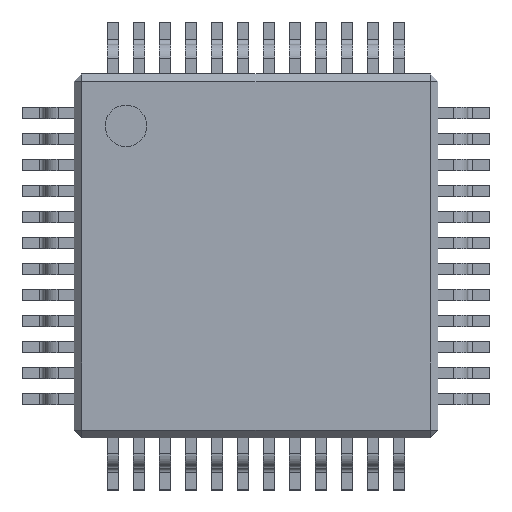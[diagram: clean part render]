
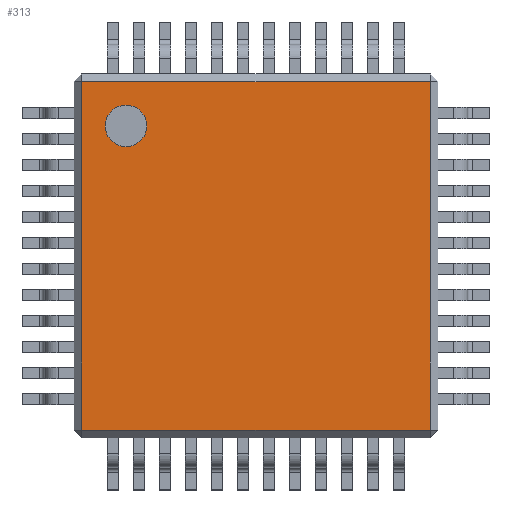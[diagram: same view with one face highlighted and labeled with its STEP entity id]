
A CAD part, top view. The second image highlights one B-rep face of the part: STEP entity #313.
In plain terms, the highlighted planar face has unit normal (0, 0, 1).
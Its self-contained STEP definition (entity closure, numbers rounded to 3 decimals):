
#13=DIRECTION('',(0.,0.,1.));
#14=DIRECTION('',(1.,0.,0.));
#112=VECTOR('',#113,1.);
#113=DIRECTION('',(0.,1.,0.));
#185=VERTEX_POINT('',#186);
#186=CARTESIAN_POINT('',(-3.35,-3.35,1.4));
#194=VERTEX_POINT('',#195);
#195=CARTESIAN_POINT('',(-3.35,3.35,1.4));
#200=ORIENTED_EDGE('',*,*,#201,.F.);
#201=EDGE_CURVE('',#185,#194,#202,.T.);
#202=LINE('',#203,#112);
#203=CARTESIAN_POINT('',(-3.35,-3.5,1.4));
#270=VECTOR('',#14,1.);
#313=ADVANCED_FACE('',(#314,#332),#341,.T.);
#314=FACE_BOUND('',#315,.T.);
#315=EDGE_LOOP('',(#200,#316,#322,#328));
#316=ORIENTED_EDGE('',*,*,#317,.T.);
#317=EDGE_CURVE('',#185,#318,#320,.T.);
#318=VERTEX_POINT('',#319);
#319=CARTESIAN_POINT('',(3.35,-3.35,1.4));
#320=LINE('',#321,#270);
#321=CARTESIAN_POINT('',(-3.5,-3.35,1.4));
#322=ORIENTED_EDGE('',*,*,#323,.T.);
#323=EDGE_CURVE('',#318,#324,#326,.T.);
#324=VERTEX_POINT('',#325);
#325=CARTESIAN_POINT('',(3.35,3.35,1.4));
#326=LINE('',#327,#112);
#327=CARTESIAN_POINT('',(3.35,-3.5,1.4));
#328=ORIENTED_EDGE('',*,*,#329,.F.);
#329=EDGE_CURVE('',#194,#324,#330,.T.);
#330=LINE('',#331,#270);
#331=CARTESIAN_POINT('',(-3.5,3.35,1.4));
#332=FACE_BOUND('',#333,.T.);
#333=EDGE_LOOP('',(#334));
#334=ORIENTED_EDGE('',*,*,#335,.F.);
#335=EDGE_CURVE('',#336,#336,#338,.T.);
#336=VERTEX_POINT('',#337);
#337=CARTESIAN_POINT('',(-2.1,2.5,1.4));
#338=CIRCLE('',#339,0.4);
#339=AXIS2_PLACEMENT_3D('',#340,#13,#14);
#340=CARTESIAN_POINT('',(-2.5,2.5,1.4));
#341=PLANE('',#342);
#342=AXIS2_PLACEMENT_3D('',#343,#13,#14);
#343=CARTESIAN_POINT('',(-3.5,-3.5,1.4));
